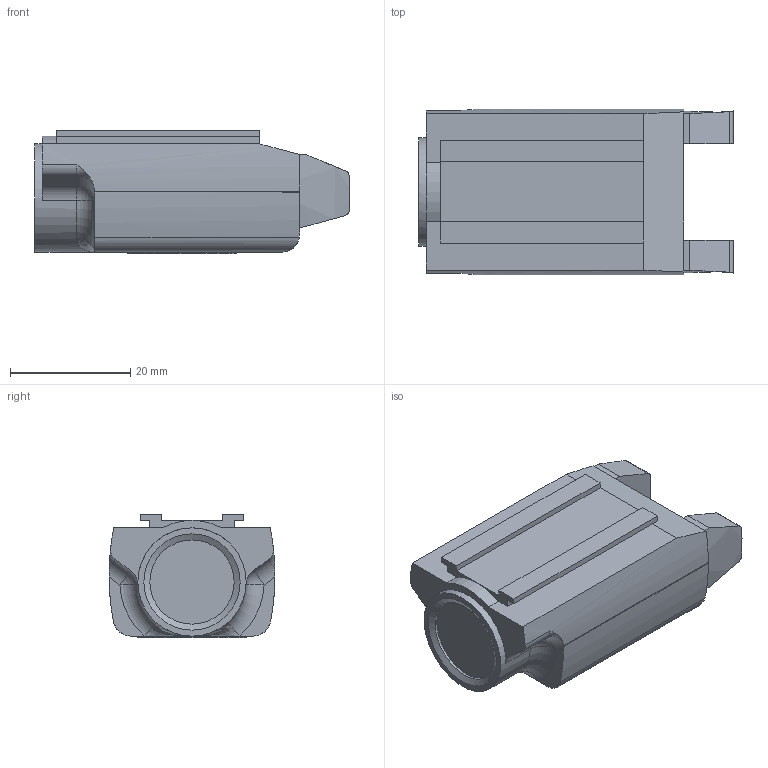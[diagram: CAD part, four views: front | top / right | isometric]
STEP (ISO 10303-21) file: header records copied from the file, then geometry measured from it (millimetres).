
FILE_DESCRIPTION(/* description */ ('baseBody_CZ82'),/* implementation_level */ '2;1');
FILE_NAME(/* name */ 'oLight_PL_MINI2_lightModule',/* time_stamp */ '2023-09-18T17:34:46-04:00',/* author */ ('George'),/* organization */ ('Archive 663'),/* preprocessor_version */ 'ST-DEVELOPER v16.7',/* originating_system */ 'Solid Edge',/* authorisation */ 'Unknown');
FILE_SCHEMA (('TECHNICAL_DATA_PACKAGING','AUTOMOTIVE_DESIGN {1 0 10303 214 3 1 1}'));
Length unit declared in the file: millimetre
Products named in the file (1): oLight_PL_MINI2_lightModule
Bounding box: 52.3 x 27.6 x 20.5 mm (x, y, z)
Volume: 21157.4 mm3; surface area: 5474.3 mm2
Topology: 1 solids, 1 shells, 75 faces, 194 edges, 121 vertices
Faces by surface type: plane 41, cylinder 24, torus 4, bspline 2, sphere 2, cone 2
Full cylindrical faces by diameter (mm): 14 x1, 15.5 x1, 18 x2
Entity records: 2796 total; most frequent: CARTESIAN_POINT 463, DIRECTION 377, ORIENTED_EDGE 362, EDGE_CURVE 181, AXIS2_PLACEMENT_3D 136, VERTEX_POINT 118, LINE 105, VECTOR 105
